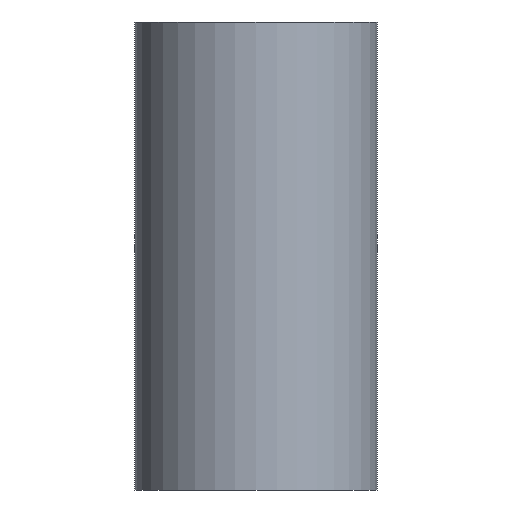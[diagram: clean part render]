
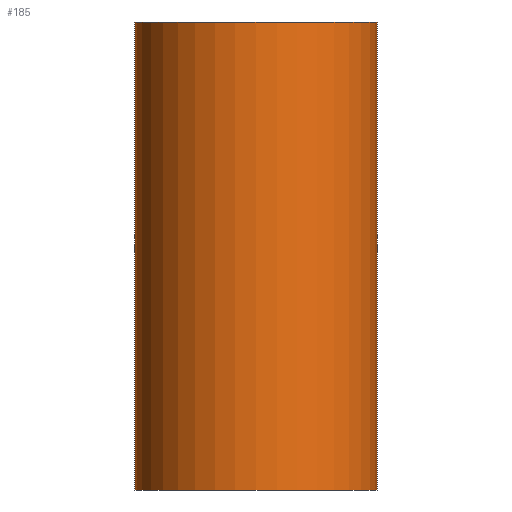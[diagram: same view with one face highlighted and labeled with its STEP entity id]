
A CAD part, front view. The second image highlights one B-rep face of the part: STEP entity #185.
In plain terms, the highlighted cylindrical face has radius 0.533 mm (diameter 1.067 mm), a partial arc.
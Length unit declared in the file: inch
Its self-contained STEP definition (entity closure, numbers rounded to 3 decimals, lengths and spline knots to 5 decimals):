
#11 = CARTESIAN_POINT ( 'NONE',  ( 0.021, 0., 0.081 ) ) ;
#17 = EDGE_LOOP ( 'NONE', ( #29, #80, #159, #57 ) ) ;
#19 = DIRECTION ( 'NONE',  ( 1., 0., 0. ) ) ;
#22 = AXIS2_PLACEMENT_3D ( 'NONE', #154, #35, #156 ) ;
#29 = ORIENTED_EDGE ( 'NONE', *, *, #221, .F. ) ;
#34 = CARTESIAN_POINT ( 'NONE',  ( -0.021, 0., 0.081 ) ) ;
#35 = DIRECTION ( 'NONE',  ( 0., 0., 1. ) ) ;
#51 = DIRECTION ( 'NONE',  ( 0., 0., -1. ) ) ;
#57 = ORIENTED_EDGE ( 'NONE', *, *, #176, .T. ) ;
#72 = AXIS2_PLACEMENT_3D ( 'NONE', #111, #76, #19 ) ;
#76 = DIRECTION ( 'NONE',  ( 0., 0., 1. ) ) ;
#78 = LINE ( 'NONE', #11, #106 ) ;
#80 = ORIENTED_EDGE ( 'NONE', *, *, #157, .F. ) ;
#83 = CARTESIAN_POINT ( 'NONE',  ( -0.021, 0., 0. ) ) ;
#95 = CARTESIAN_POINT ( 'NONE',  ( 0.021, 0., 0.081 ) ) ;
#106 = VECTOR ( 'NONE', #182, 39.37008 ) ;
#107 = LINE ( 'NONE', #34, #128 ) ;
#111 = CARTESIAN_POINT ( 'NONE',  ( 0., 0., 0. ) ) ;
#123 = CIRCLE ( 'NONE', #72, 0.021 ) ;
#126 = VERTEX_POINT ( 'NONE', #127 ) ;
#127 = CARTESIAN_POINT ( 'NONE',  ( -0.021, 0., 0.081 ) ) ;
#128 = VECTOR ( 'NONE', #160, 39.37008 ) ;
#132 = DIRECTION ( 'NONE',  ( -1., 0., 0. ) ) ;
#136 = EDGE_CURVE ( 'NONE', #126, #224, #107, .T. ) ;
#150 = VERTEX_POINT ( 'NONE', #202 ) ;
#154 = CARTESIAN_POINT ( 'NONE',  ( 0., 0., 0.081 ) ) ;
#156 = DIRECTION ( 'NONE',  ( 1., 0., 0. ) ) ;
#157 = EDGE_CURVE ( 'NONE', #126, #181, #223, .T. ) ;
#159 = ORIENTED_EDGE ( 'NONE', *, *, #136, .T. ) ;
#160 = DIRECTION ( 'NONE',  ( 0., 0., -1. ) ) ;
#174 = FACE_OUTER_BOUND ( 'NONE', #17, .T. ) ;
#176 = EDGE_CURVE ( 'NONE', #224, #150, #123, .T. ) ;
#181 = VERTEX_POINT ( 'NONE', #95 ) ;
#182 = DIRECTION ( 'NONE',  ( 0., 0., -1. ) ) ;
#185 = ADVANCED_FACE ( 'NONE', ( #174 ), #251, .T. ) ;
#197 = AXIS2_PLACEMENT_3D ( 'NONE', #234, #51, #132 ) ;
#202 = CARTESIAN_POINT ( 'NONE',  ( 0.021, 0., 0. ) ) ;
#221 = EDGE_CURVE ( 'NONE', #181, #150, #78, .T. ) ;
#223 = CIRCLE ( 'NONE', #22, 0.021 ) ;
#224 = VERTEX_POINT ( 'NONE', #83 ) ;
#234 = CARTESIAN_POINT ( 'NONE',  ( 0., 0., 0.081 ) ) ;
#251 = CYLINDRICAL_SURFACE ( 'NONE', #197, 0.021 ) ;
